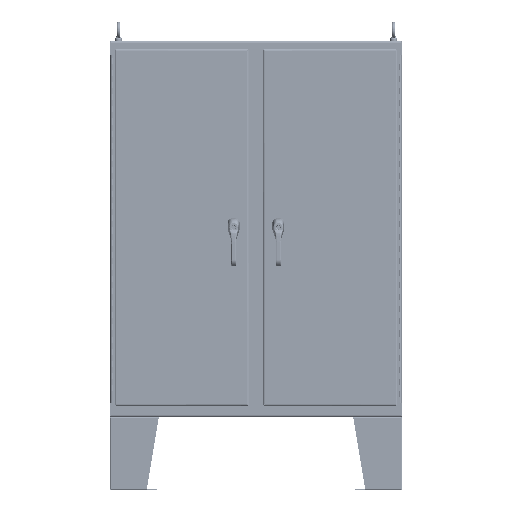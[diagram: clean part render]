
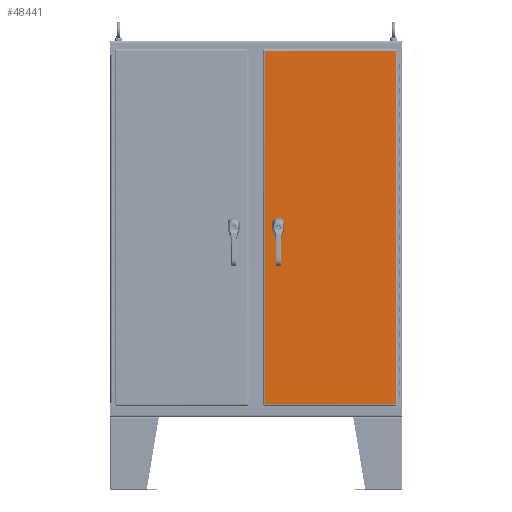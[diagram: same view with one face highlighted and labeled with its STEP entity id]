
A CAD part, top view. The second image highlights one B-rep face of the part: STEP entity #48441.
In plain terms, the highlighted planar face has unit normal (0, 0, 1).
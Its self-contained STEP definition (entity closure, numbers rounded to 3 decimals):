
#2016=FACE_BOUND('',#7952,.T.);
#2017=FACE_BOUND('',#7953,.T.);
#2018=FACE_BOUND('',#7954,.T.);
#2019=FACE_BOUND('',#7955,.T.);
#3115=PLANE('',#53104);
#4815=FACE_OUTER_BOUND('',#7951,.T.);
#7951=EDGE_LOOP('',(#36477,#36478,#36479,#36480));
#7952=EDGE_LOOP('',(#36481));
#7953=EDGE_LOOP('',(#36482));
#7954=EDGE_LOOP('',(#36483));
#7955=EDGE_LOOP('',(#36484,#36485,#36486,#36487,#36488,#36489,#36490,#36491));
#11923=LINE('',#80366,#15775);
#11927=LINE('',#80378,#15779);
#11931=LINE('',#80390,#15783);
#11935=LINE('',#80401,#15787);
#11963=LINE('',#80588,#15815);
#11978=LINE('',#80805,#15830);
#11986=LINE('',#80850,#15838);
#11993=LINE('',#80888,#15845);
#15775=VECTOR('',#61598,0.394);
#15779=VECTOR('',#61610,0.394);
#15783=VECTOR('',#61622,0.394);
#15787=VECTOR('',#61634,0.394);
#15815=VECTOR('',#61680,0.394);
#15830=VECTOR('',#61707,0.394);
#15838=VECTOR('',#61721,0.394);
#15845=VECTOR('',#61738,0.394);
#18536=CIRCLE('',#53049,0.141);
#18538=CIRCLE('',#53052,0.141);
#18540=CIRCLE('',#53055,0.141);
#18541=CIRCLE('',#53057,0.453);
#18543=CIRCLE('',#53061,0.453);
#18545=CIRCLE('',#53065,0.453);
#18547=CIRCLE('',#53069,0.453);
#21892=VERTEX_POINT('',#80343);
#21894=VERTEX_POINT('',#80348);
#21896=VERTEX_POINT('',#80353);
#21897=VERTEX_POINT('',#80356);
#21898=VERTEX_POINT('',#80357);
#21901=VERTEX_POINT('',#80365);
#21903=VERTEX_POINT('',#80371);
#21905=VERTEX_POINT('',#80377);
#21907=VERTEX_POINT('',#80383);
#21909=VERTEX_POINT('',#80389);
#21911=VERTEX_POINT('',#80395);
#21932=VERTEX_POINT('',#80522);
#21936=VERTEX_POINT('',#80577);
#21945=VERTEX_POINT('',#80716);
#21951=VERTEX_POINT('',#80788);
#27057=EDGE_CURVE('',#21892,#21892,#18536,.T.);
#27059=EDGE_CURVE('',#21894,#21894,#18538,.T.);
#27061=EDGE_CURVE('',#21896,#21896,#18540,.T.);
#27062=EDGE_CURVE('',#21897,#21898,#18541,.T.);
#27066=EDGE_CURVE('',#21901,#21897,#11923,.T.);
#27069=EDGE_CURVE('',#21903,#21901,#18543,.T.);
#27072=EDGE_CURVE('',#21905,#21903,#11927,.T.);
#27075=EDGE_CURVE('',#21907,#21905,#18545,.T.);
#27078=EDGE_CURVE('',#21909,#21907,#11931,.T.);
#27081=EDGE_CURVE('',#21911,#21909,#18547,.T.);
#27084=EDGE_CURVE('',#21898,#21911,#11935,.T.);
#27119=EDGE_CURVE('',#21932,#21936,#11963,.T.);
#27145=EDGE_CURVE('',#21951,#21945,#11978,.T.);
#27154=EDGE_CURVE('',#21945,#21932,#11986,.T.);
#27161=EDGE_CURVE('',#21936,#21951,#11993,.T.);
#36477=ORIENTED_EDGE('',*,*,#27154,.T.);
#36478=ORIENTED_EDGE('',*,*,#27119,.T.);
#36479=ORIENTED_EDGE('',*,*,#27161,.T.);
#36480=ORIENTED_EDGE('',*,*,#27145,.T.);
#36481=ORIENTED_EDGE('',*,*,#27057,.T.);
#36482=ORIENTED_EDGE('',*,*,#27059,.T.);
#36483=ORIENTED_EDGE('',*,*,#27061,.T.);
#36484=ORIENTED_EDGE('',*,*,#27062,.T.);
#36485=ORIENTED_EDGE('',*,*,#27084,.T.);
#36486=ORIENTED_EDGE('',*,*,#27081,.T.);
#36487=ORIENTED_EDGE('',*,*,#27078,.T.);
#36488=ORIENTED_EDGE('',*,*,#27075,.T.);
#36489=ORIENTED_EDGE('',*,*,#27072,.T.);
#36490=ORIENTED_EDGE('',*,*,#27069,.T.);
#36491=ORIENTED_EDGE('',*,*,#27066,.T.);
#48441=ADVANCED_FACE('',(#4815,#2016,#2017,#2018,#2019),#3115,.T.);
#53049=AXIS2_PLACEMENT_3D('',#80344,#61574,#61575);
#53052=AXIS2_PLACEMENT_3D('',#80349,#61580,#61581);
#53055=AXIS2_PLACEMENT_3D('',#80354,#61586,#61587);
#53057=AXIS2_PLACEMENT_3D('',#80358,#61590,#61591);
#53061=AXIS2_PLACEMENT_3D('',#80372,#61603,#61604);
#53065=AXIS2_PLACEMENT_3D('',#80384,#61615,#61616);
#53069=AXIS2_PLACEMENT_3D('',#80396,#61627,#61628);
#53104=AXIS2_PLACEMENT_3D('',#80992,#61772,#61773);
#61574=DIRECTION('center_axis',(0.,0.,-1.));
#61575=DIRECTION('ref_axis',(1.,0.,0.));
#61580=DIRECTION('center_axis',(0.,0.,-1.));
#61581=DIRECTION('ref_axis',(1.,0.,0.));
#61586=DIRECTION('center_axis',(0.,0.,-1.));
#61587=DIRECTION('ref_axis',(1.,0.,0.));
#61590=DIRECTION('center_axis',(0.,0.,-1.));
#61591=DIRECTION('ref_axis',(0.883,0.469,0.));
#61598=DIRECTION('',(1.,0.,0.));
#61603=DIRECTION('center_axis',(0.,0.,-1.));
#61604=DIRECTION('ref_axis',(-0.469,0.883,0.));
#61610=DIRECTION('',(0.,1.,0.));
#61615=DIRECTION('center_axis',(0.,0.,-1.));
#61616=DIRECTION('ref_axis',(-0.883,-0.469,0.));
#61622=DIRECTION('',(-1.,0.,0.));
#61627=DIRECTION('center_axis',(0.,0.,-1.));
#61628=DIRECTION('ref_axis',(0.469,-0.883,0.));
#61634=DIRECTION('',(0.,-1.,0.));
#61680=DIRECTION('',(1.,0.,0.));
#61707=DIRECTION('',(-1.,0.,0.));
#61721=DIRECTION('',(0.,-1.,0.));
#61738=DIRECTION('',(0.,1.,0.));
#61772=DIRECTION('center_axis',(0.,0.,1.));
#61773=DIRECTION('ref_axis',(1.,0.,0.));
#80343=CARTESIAN_POINT('',(19.485,30.877,0.104));
#80344=CARTESIAN_POINT('Origin',(19.625,30.877,0.104));
#80348=CARTESIAN_POINT('',(19.485,28.615,0.104));
#80349=CARTESIAN_POINT('Origin',(19.625,28.615,0.104));
#80353=CARTESIAN_POINT('',(19.485,30.385,0.104));
#80354=CARTESIAN_POINT('Origin',(19.625,30.385,0.104));
#80356=CARTESIAN_POINT('',(19.838,29.9,0.104));
#80357=CARTESIAN_POINT('',(20.025,29.713,0.104));
#80358=CARTESIAN_POINT('Origin',(19.625,29.5,0.104));
#80365=CARTESIAN_POINT('',(19.412,29.9,0.104));
#80366=CARTESIAN_POINT('',(15.253,29.9,0.104));
#80371=CARTESIAN_POINT('',(19.225,29.713,0.104));
#80372=CARTESIAN_POINT('Origin',(19.625,29.5,0.104));
#80377=CARTESIAN_POINT('',(19.225,29.287,0.104));
#80378=CARTESIAN_POINT('',(19.225,29.394,0.104));
#80383=CARTESIAN_POINT('',(19.412,29.1,0.104));
#80384=CARTESIAN_POINT('Origin',(19.625,29.5,0.104));
#80389=CARTESIAN_POINT('',(19.838,29.1,0.104));
#80390=CARTESIAN_POINT('',(15.466,29.1,0.104));
#80395=CARTESIAN_POINT('',(20.025,29.287,0.104));
#80396=CARTESIAN_POINT('Origin',(19.625,29.5,0.104));
#80401=CARTESIAN_POINT('',(20.025,29.606,0.104));
#80522=CARTESIAN_POINT('',(0.245,0.354,0.104));
#80577=CARTESIAN_POINT('',(21.834,0.354,0.104));
#80588=CARTESIAN_POINT('',(5.547,0.354,0.104));
#80716=CARTESIAN_POINT('',(0.245,58.646,0.104));
#80788=CARTESIAN_POINT('',(21.834,58.646,0.104));
#80805=CARTESIAN_POINT('',(16.464,58.646,0.104));
#80850=CARTESIAN_POINT('',(0.245,44.073,0.104));
#80888=CARTESIAN_POINT('',(21.834,14.927,0.104));
#80992=CARTESIAN_POINT('Origin',(11.094,29.5,0.104));
